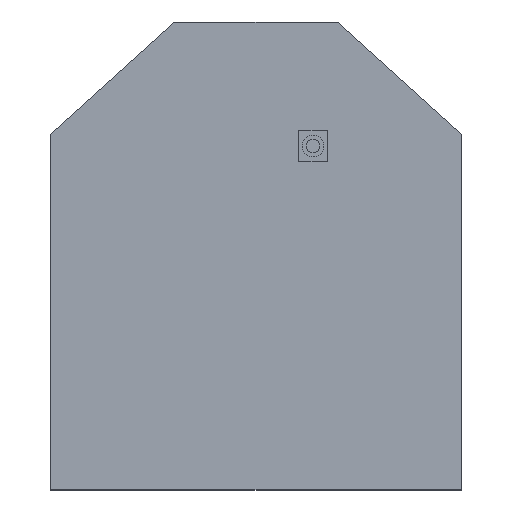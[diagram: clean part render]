
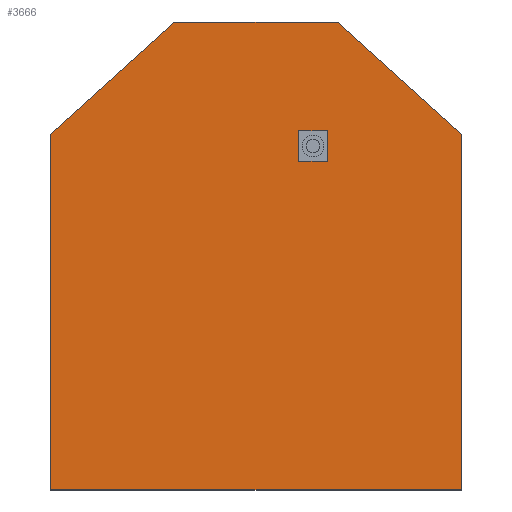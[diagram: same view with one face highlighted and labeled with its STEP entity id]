
A CAD part, top view. The second image highlights one B-rep face of the part: STEP entity #3666.
In plain terms, the highlighted planar face has unit normal (0, 0, 1).
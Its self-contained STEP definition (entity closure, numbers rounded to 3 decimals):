
#36=FACE_BOUND('',#679,.T.);
#242=PLANE('',#3897);
#449=FACE_OUTER_BOUND('',#678,.T.);
#678=EDGE_LOOP('',(#3235,#3236,#3237,#3238,#3239,#3240));
#679=EDGE_LOOP('',(#3241,#3242,#3243,#3244));
#689=LINE('',#4805,#1145);
#692=LINE('',#4810,#1148);
#694=LINE('',#4814,#1150);
#696=LINE('',#4817,#1152);
#1123=LINE('',#5696,#1579);
#1126=LINE('',#5702,#1582);
#1129=LINE('',#5708,#1585);
#1132=LINE('',#5714,#1588);
#1135=LINE('',#5720,#1591);
#1138=LINE('',#5724,#1594);
#1145=VECTOR('',#3925,10.);
#1148=VECTOR('',#3930,10.);
#1150=VECTOR('',#3934,10.);
#1152=VECTOR('',#3938,10.);
#1579=VECTOR('',#4749,10.);
#1582=VECTOR('',#4754,10.);
#1585=VECTOR('',#4759,10.);
#1588=VECTOR('',#4764,10.);
#1591=VECTOR('',#4769,10.);
#1594=VECTOR('',#4774,10.);
#1607=VERTEX_POINT('',#4803);
#1608=VERTEX_POINT('',#4804);
#1609=VERTEX_POINT('',#4809);
#1610=VERTEX_POINT('',#4813);
#1869=VERTEX_POINT('',#5693);
#1870=VERTEX_POINT('',#5695);
#1872=VERTEX_POINT('',#5701);
#1874=VERTEX_POINT('',#5707);
#1876=VERTEX_POINT('',#5713);
#1878=VERTEX_POINT('',#5719);
#1889=EDGE_CURVE('',#1607,#1608,#689,.T.);
#1892=EDGE_CURVE('',#1608,#1609,#692,.T.);
#1894=EDGE_CURVE('',#1609,#1610,#694,.T.);
#1896=EDGE_CURVE('',#1610,#1607,#696,.T.);
#2323=EDGE_CURVE('',#1870,#1869,#1123,.T.);
#2326=EDGE_CURVE('',#1872,#1870,#1126,.T.);
#2329=EDGE_CURVE('',#1874,#1872,#1129,.T.);
#2332=EDGE_CURVE('',#1876,#1874,#1132,.T.);
#2335=EDGE_CURVE('',#1878,#1876,#1135,.T.);
#2338=EDGE_CURVE('',#1869,#1878,#1138,.T.);
#3235=ORIENTED_EDGE('',*,*,#2338,.T.);
#3236=ORIENTED_EDGE('',*,*,#2335,.T.);
#3237=ORIENTED_EDGE('',*,*,#2332,.T.);
#3238=ORIENTED_EDGE('',*,*,#2329,.T.);
#3239=ORIENTED_EDGE('',*,*,#2326,.T.);
#3240=ORIENTED_EDGE('',*,*,#2323,.T.);
#3241=ORIENTED_EDGE('',*,*,#1889,.T.);
#3242=ORIENTED_EDGE('',*,*,#1892,.T.);
#3243=ORIENTED_EDGE('',*,*,#1894,.T.);
#3244=ORIENTED_EDGE('',*,*,#1896,.T.);
#3666=ADVANCED_FACE('',(#449,#36),#242,.T.);
#3897=AXIS2_PLACEMENT_3D('',#5725,#4775,#4776);
#3925=DIRECTION('',(0.,1.,0.));
#3930=DIRECTION('',(1.,0.,0.));
#3934=DIRECTION('',(0.,-1.,0.));
#3938=DIRECTION('',(-1.,0.,0.));
#4749=DIRECTION('',(0.,-1.,0.));
#4754=DIRECTION('',(-0.741,-0.671,0.));
#4759=DIRECTION('',(-1.,0.,0.));
#4764=DIRECTION('',(-0.741,0.671,0.));
#4769=DIRECTION('',(0.,1.,0.));
#4774=DIRECTION('',(1.,0.,0.));
#4775=DIRECTION('center_axis',(0.,0.,1.));
#4776=DIRECTION('ref_axis',(1.,0.,0.));
#4803=CARTESIAN_POINT('',(2.55,9.,0.8));
#4804=CARTESIAN_POINT('',(2.55,10.8,0.8));
#4805=CARTESIAN_POINT('',(2.55,6.366,0.8));
#4809=CARTESIAN_POINT('',(4.25,10.8,0.8));
#4810=CARTESIAN_POINT('',(2.125,10.8,0.8));
#4813=CARTESIAN_POINT('',(4.25,9.,0.8));
#4814=CARTESIAN_POINT('',(4.25,5.466,0.8));
#4817=CARTESIAN_POINT('',(1.275,9.,0.8));
#5693=CARTESIAN_POINT('',(-12.25,-10.6,0.8));
#5695=CARTESIAN_POINT('',(-12.25,10.6,0.8));
#5696=CARTESIAN_POINT('',(-12.25,10.6,0.8));
#5701=CARTESIAN_POINT('',(-4.85,17.3,0.8));
#5702=CARTESIAN_POINT('',(-4.85,17.3,0.8));
#5707=CARTESIAN_POINT('',(4.85,17.3,0.8));
#5708=CARTESIAN_POINT('',(4.85,17.3,0.8));
#5713=CARTESIAN_POINT('',(12.25,10.6,0.8));
#5714=CARTESIAN_POINT('',(12.25,10.6,0.8));
#5719=CARTESIAN_POINT('',(12.25,-10.6,0.8));
#5720=CARTESIAN_POINT('',(12.25,-10.6,0.8));
#5724=CARTESIAN_POINT('',(-12.25,-10.6,0.8));
#5725=CARTESIAN_POINT('Origin',(0.,1.933,0.8));
